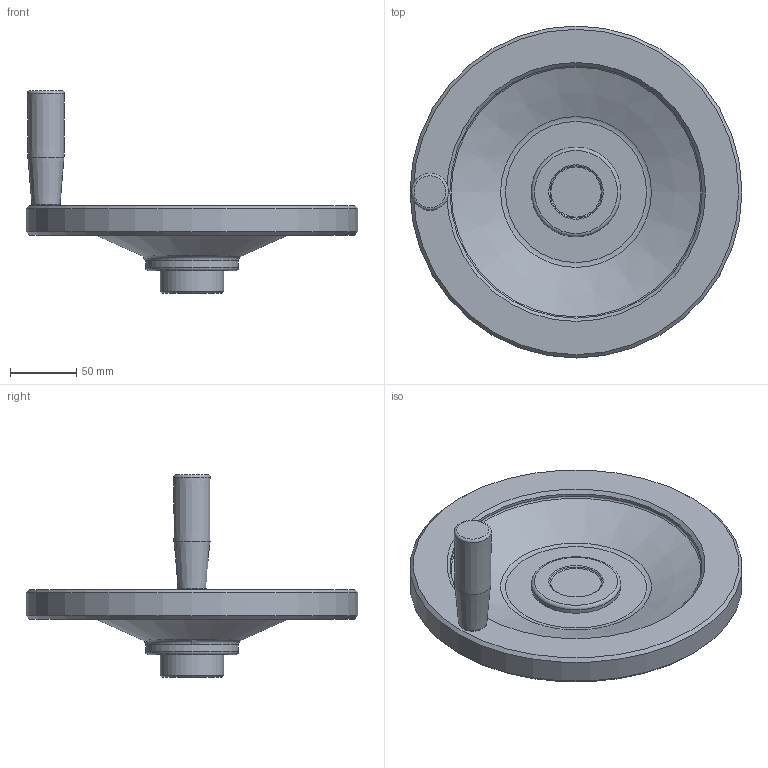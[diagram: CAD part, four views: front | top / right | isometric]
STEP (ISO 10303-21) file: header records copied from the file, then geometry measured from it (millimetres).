
FILE_DESCRIPTION( ( 'Unknown' ), '1' );
FILE_NAME( '7102025_VPR250_M.stp', 'Unknown', ( 'Unknown' ), ( 'Unknown' ), 'PSStep 11.0', 'Unknown', ' ' );
FILE_SCHEMA( ( 'AUTOMOTIVE_DESIGN { 1 0 10303 214 1 1 1 1 }' ) );
Length unit declared in the file: millimetre
Products named in the file (1): 1831029
Bounding box: 250 x 250 x 152.4 mm (x, y, z)
Volume: 825735.3 mm3; surface area: 144126.4 mm2
Topology: 1 solids, 4 shells, 101 faces, 227 edges, 142 vertices
Faces by surface type: plane 38, cone 20, cylinder 19, torus 13, bspline 11
Full cylindrical faces by diameter (mm): 5.1 x1, 8 x1, 8.3 x1, 8.376 x2, 9 x1, 10 x1, 10.6 x1, 14 x1, 14.5 x1, 38 x1, 48 x1, 67.5 x1, 70 x1, 190 x1, 250 x1
Entity records: 5061 total; most frequent: CARTESIAN_POINT 2277, DIRECTION 412, ORIENTED_EDGE 336, AXIS2_PLACEMENT_3D 181, EDGE_CURVE 168, EDGE_LOOP 156, VERTEX_POINT 128, FACE_OUTER_BOUND 127
